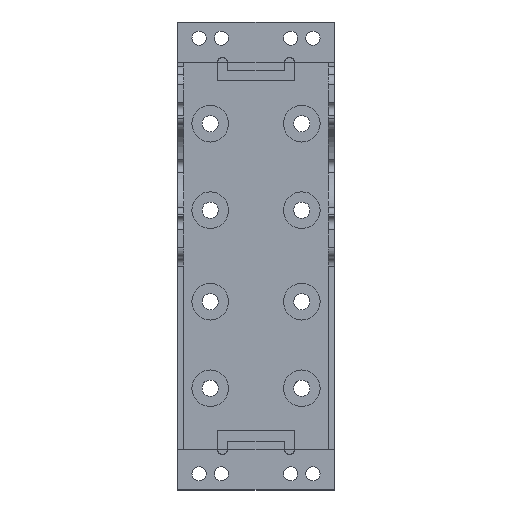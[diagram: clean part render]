
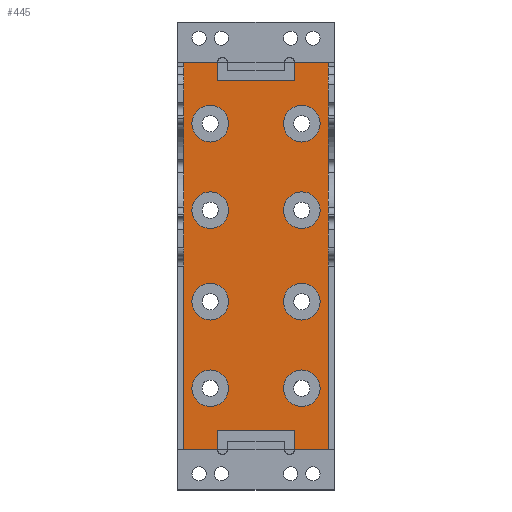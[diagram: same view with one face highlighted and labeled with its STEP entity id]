
A CAD part, top view. The second image highlights one B-rep face of the part: STEP entity #445.
In plain terms, the highlighted planar face has unit normal (0, 0, 1).
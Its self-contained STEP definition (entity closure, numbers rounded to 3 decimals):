
#445 = ADVANCED_FACE( '', ( #978, #979, #980, #981, #982, #983, #984, #985, #986 ), #987, .T. );
#978 = FACE_OUTER_BOUND( '', #1587, .T. );
#979 = FACE_BOUND( '', #1588, .T. );
#980 = FACE_BOUND( '', #1589, .T. );
#981 = FACE_BOUND( '', #1590, .T. );
#982 = FACE_BOUND( '', #1591, .T. );
#983 = FACE_BOUND( '', #1592, .T. );
#984 = FACE_BOUND( '', #1593, .T. );
#985 = FACE_BOUND( '', #1594, .T. );
#986 = FACE_BOUND( '', #1595, .T. );
#987 = PLANE( '', #1596 );
#1587 = EDGE_LOOP( '', ( #2942, #2943, #2944, #2945, #2946, #2947, #2948, #2949, #2950, #2951, #2952, #2953 ) );
#1588 = EDGE_LOOP( '', ( #2954 ) );
#1589 = EDGE_LOOP( '', ( #2955 ) );
#1590 = EDGE_LOOP( '', ( #2956 ) );
#1591 = EDGE_LOOP( '', ( #2957 ) );
#1592 = EDGE_LOOP( '', ( #2958 ) );
#1593 = EDGE_LOOP( '', ( #2959 ) );
#1594 = EDGE_LOOP( '', ( #2960 ) );
#1595 = EDGE_LOOP( '', ( #2961 ) );
#1596 = AXIS2_PLACEMENT_3D( '', #2962, #2963, #2964 );
#2942 = ORIENTED_EDGE( '', *, *, #3858, .F. );
#2943 = ORIENTED_EDGE( '', *, *, #3657, .T. );
#2944 = ORIENTED_EDGE( '', *, *, #3457, .T. );
#2945 = ORIENTED_EDGE( '', *, *, #3662, .T. );
#2946 = ORIENTED_EDGE( '', *, *, #3541, .F. );
#2947 = ORIENTED_EDGE( '', *, *, #3754, .F. );
#2948 = ORIENTED_EDGE( '', *, *, #3694, .T. );
#2949 = ORIENTED_EDGE( '', *, *, #3647, .T. );
#2950 = ORIENTED_EDGE( '', *, *, #3707, .T. );
#2951 = ORIENTED_EDGE( '', *, *, #3713, .F. );
#2952 = ORIENTED_EDGE( '', *, *, #3888, .F. );
#2953 = ORIENTED_EDGE( '', *, *, #3643, .F. );
#2954 = ORIENTED_EDGE( '', *, *, #3738, .F. );
#2955 = ORIENTED_EDGE( '', *, *, #3779, .F. );
#2956 = ORIENTED_EDGE( '', *, *, #3889, .T. );
#2957 = ORIENTED_EDGE( '', *, *, #3890, .T. );
#2958 = ORIENTED_EDGE( '', *, *, #3576, .T. );
#2959 = ORIENTED_EDGE( '', *, *, #3891, .T. );
#2960 = ORIENTED_EDGE( '', *, *, #3892, .F. );
#2961 = ORIENTED_EDGE( '', *, *, #3841, .F. );
#2962 = CARTESIAN_POINT( '', ( 57.75, 67.5, 12. ) );
#2963 = DIRECTION( '', ( 0., 0., 1. ) );
#2964 = DIRECTION( '', ( 1., 0., 0. ) );
#3457 = EDGE_CURVE( '', #4159, #4157, #4160, .T. );
#3541 = EDGE_CURVE( '', #4301, #4303, #4304, .T. );
#3576 = EDGE_CURVE( '', #4362, #4362, #4363, .T. );
#3643 = EDGE_CURVE( '', #4465, #4467, #4468, .T. );
#3647 = EDGE_CURVE( '', #4473, #4471, #4474, .T. );
#3657 = EDGE_CURVE( '', #4486, #4159, #4487, .T. );
#3662 = EDGE_CURVE( '', #4157, #4303, #4492, .T. );
#3694 = EDGE_CURVE( '', #4539, #4473, #4540, .T. );
#3707 = EDGE_CURVE( '', #4471, #4555, #4557, .T. );
#3713 = EDGE_CURVE( '', #4562, #4555, #4564, .T. );
#3738 = EDGE_CURVE( '', #4599, #4599, #4600, .T. );
#3754 = EDGE_CURVE( '', #4539, #4301, #4622, .T. );
#3779 = EDGE_CURVE( '', #4651, #4651, #4652, .T. );
#3841 = EDGE_CURVE( '', #4744, #4744, #4745, .T. );
#3858 = EDGE_CURVE( '', #4486, #4465, #4767, .T. );
#3888 = EDGE_CURVE( '', #4467, #4562, #4805, .T. );
#3889 = EDGE_CURVE( '', #4806, #4806, #4807, .T. );
#3890 = EDGE_CURVE( '', #4808, #4808, #4809, .T. );
#3891 = EDGE_CURVE( '', #4810, #4810, #4811, .T. );
#3892 = EDGE_CURVE( '', #4812, #4812, #4813, .T. );
#4157 = VERTEX_POINT( '', #5150 );
#4159 = VERTEX_POINT( '', #5153 );
#4160 = LINE( '', #5154, #5155 );
#4301 = VERTEX_POINT( '', #5348 );
#4303 = VERTEX_POINT( '', #5351 );
#4304 = LINE( '', #5352, #5353 );
#4362 = VERTEX_POINT( '', #5426 );
#4363 = CIRCLE( '', #5427, 9. );
#4465 = VERTEX_POINT( '', #5571 );
#4467 = VERTEX_POINT( '', #5574 );
#4468 = LINE( '', #5575, #5576 );
#4471 = VERTEX_POINT( '', #5580 );
#4473 = VERTEX_POINT( '', #5583 );
#4474 = LINE( '', #5584, #5585 );
#4486 = VERTEX_POINT( '', #5601 );
#4487 = LINE( '', #5602, #5603 );
#4492 = LINE( '', #5611, #5612 );
#4539 = VERTEX_POINT( '', #5676 );
#4540 = LINE( '', #5677, #5678 );
#4555 = VERTEX_POINT( '', #5699 );
#4557 = LINE( '', #5702, #5703 );
#4562 = VERTEX_POINT( '', #5710 );
#4564 = LINE( '', #5713, #5714 );
#4599 = VERTEX_POINT( '', #5762 );
#4600 = CIRCLE( '', #5763, 9. );
#4622 = LINE( '', #5793, #5794 );
#4651 = VERTEX_POINT( '', #5834 );
#4652 = CIRCLE( '', #5835, 9. );
#4744 = VERTEX_POINT( '', #5952 );
#4745 = CIRCLE( '', #5953, 9. );
#4767 = LINE( '', #5978, #5979 );
#4805 = LINE( '', #6031, #6032 );
#4806 = VERTEX_POINT( '', #6033 );
#4807 = CIRCLE( '', #6034, 9. );
#4808 = VERTEX_POINT( '', #6035 );
#4809 = CIRCLE( '', #6036, 9. );
#4810 = VERTEX_POINT( '', #6037 );
#4811 = CIRCLE( '', #6038, 9. );
#4812 = VERTEX_POINT( '', #6039 );
#4813 = CIRCLE( '', #6040, 9. );
#5150 = CARTESIAN_POINT( '', ( 57.5, 201., 12. ) );
#5153 = CARTESIAN_POINT( '', ( 57.5, 210., 12. ) );
#5154 = CARTESIAN_POINT( '', ( 57.5, 210., 12. ) );
#5155 = VECTOR( '', #6291, 1000. );
#5348 = CARTESIAN_POINT( '', ( 19.5, 210., 12. ) );
#5351 = CARTESIAN_POINT( '', ( 19.5, 201., 12. ) );
#5352 = CARTESIAN_POINT( '', ( 19.5, 210., 12. ) );
#5353 = VECTOR( '', #6381, 1000. );
#5426 = CARTESIAN_POINT( '', ( 16., 59., 12. ) );
#5427 = AXIS2_PLACEMENT_3D( '', #6439, #6440, #6441 );
#5571 = CARTESIAN_POINT( '', ( 74., 20., 12. ) );
#5574 = CARTESIAN_POINT( '', ( 57.5, 20., 12. ) );
#5575 = CARTESIAN_POINT( '', ( 57.75, 20., 12. ) );
#5576 = VECTOR( '', #6512, 1000. );
#5580 = CARTESIAN_POINT( '', ( 19.5, 20., 12. ) );
#5583 = CARTESIAN_POINT( '', ( 3., 20., 12. ) );
#5584 = CARTESIAN_POINT( '', ( 19.25, 20., 12. ) );
#5585 = VECTOR( '', #6515, 1000. );
#5601 = CARTESIAN_POINT( '', ( 74., 210., 12. ) );
#5602 = CARTESIAN_POINT( '', ( 57.75, 210., 12. ) );
#5603 = VECTOR( '', #6526, 1000. );
#5611 = CARTESIAN_POINT( '', ( 57.5, 201., 12. ) );
#5612 = VECTOR( '', #6530, 1000. );
#5676 = CARTESIAN_POINT( '', ( 3., 210., 12. ) );
#5677 = CARTESIAN_POINT( '', ( 3., 67.5, 12. ) );
#5678 = VECTOR( '', #6572, 1000. );
#5699 = CARTESIAN_POINT( '', ( 19.5, 29., 12. ) );
#5702 = CARTESIAN_POINT( '', ( 19.5, 20., 12. ) );
#5703 = VECTOR( '', #6589, 1000. );
#5710 = CARTESIAN_POINT( '', ( 57.5, 29., 12. ) );
#5713 = CARTESIAN_POINT( '', ( 57.5, 29., 12. ) );
#5714 = VECTOR( '', #6593, 1000. );
#5762 = CARTESIAN_POINT( '', ( 61., 59., 12. ) );
#5763 = AXIS2_PLACEMENT_3D( '', #6616, #6617, #6618 );
#5793 = CARTESIAN_POINT( '', ( 19.25, 210., 12. ) );
#5794 = VECTOR( '', #6633, 1000. );
#5834 = CARTESIAN_POINT( '', ( 61., 101.5, 12. ) );
#5835 = AXIS2_PLACEMENT_3D( '', #6657, #6658, #6659 );
#5952 = CARTESIAN_POINT( '', ( 16., 128.5, 12. ) );
#5953 = AXIS2_PLACEMENT_3D( '', #6736, #6737, #6738 );
#5978 = CARTESIAN_POINT( '', ( 74., 67.5, 12. ) );
#5979 = VECTOR( '', #6763, 1000. );
#6031 = CARTESIAN_POINT( '', ( 57.5, 20., 12. ) );
#6032 = VECTOR( '', #6796, 1000. );
#6033 = CARTESIAN_POINT( '', ( 61., 171., 12. ) );
#6034 = AXIS2_PLACEMENT_3D( '', #6797, #6798, #6799 );
#6035 = CARTESIAN_POINT( '', ( 61., 128.5, 12. ) );
#6036 = AXIS2_PLACEMENT_3D( '', #6800, #6801, #6802 );
#6037 = CARTESIAN_POINT( '', ( 16., 101.5, 12. ) );
#6038 = AXIS2_PLACEMENT_3D( '', #6803, #6804, #6805 );
#6039 = CARTESIAN_POINT( '', ( 16., 171., 12. ) );
#6040 = AXIS2_PLACEMENT_3D( '', #6806, #6807, #6808 );
#6291 = DIRECTION( '', ( 0., -1., 0. ) );
#6381 = DIRECTION( '', ( 0., -1., 0. ) );
#6439 = CARTESIAN_POINT( '', ( 16., 50., 12. ) );
#6440 = DIRECTION( '', ( 0., 0., -1. ) );
#6441 = DIRECTION( '', ( 0., 1., 0. ) );
#6512 = DIRECTION( '', ( -1., 0., 0. ) );
#6515 = DIRECTION( '', ( 1., 0., 0. ) );
#6526 = DIRECTION( '', ( -1., 0., 0. ) );
#6530 = DIRECTION( '', ( -1., 0., 0. ) );
#6572 = DIRECTION( '', ( 0., -1., 0. ) );
#6589 = DIRECTION( '', ( 0., 1., 0. ) );
#6593 = DIRECTION( '', ( -1., 0., 0. ) );
#6616 = CARTESIAN_POINT( '', ( 61., 50., 12. ) );
#6617 = DIRECTION( '', ( 0., 0., 1. ) );
#6618 = DIRECTION( '', ( 0., 1., 0. ) );
#6633 = DIRECTION( '', ( 1., 0., 0. ) );
#6657 = CARTESIAN_POINT( '', ( 61., 92.5, 12. ) );
#6658 = DIRECTION( '', ( 0., 0., 1. ) );
#6659 = DIRECTION( '', ( 0., 1., 0. ) );
#6736 = CARTESIAN_POINT( '', ( 16., 137.5, 12. ) );
#6737 = DIRECTION( '', ( 0., 0., 1. ) );
#6738 = DIRECTION( '', ( 0., -1., 0. ) );
#6763 = DIRECTION( '', ( 0., -1., 0. ) );
#6796 = DIRECTION( '', ( 0., 1., 0. ) );
#6797 = CARTESIAN_POINT( '', ( 61., 180., 12. ) );
#6798 = DIRECTION( '', ( 0., 0., -1. ) );
#6799 = DIRECTION( '', ( 0., -1., 0. ) );
#6800 = CARTESIAN_POINT( '', ( 61., 137.5, 12. ) );
#6801 = DIRECTION( '', ( 0., 0., -1. ) );
#6802 = DIRECTION( '', ( 0., -1., 0. ) );
#6803 = CARTESIAN_POINT( '', ( 16., 92.5, 12. ) );
#6804 = DIRECTION( '', ( 0., 0., -1. ) );
#6805 = DIRECTION( '', ( 0., 1., 0. ) );
#6806 = CARTESIAN_POINT( '', ( 16., 180., 12. ) );
#6807 = DIRECTION( '', ( 0., 0., 1. ) );
#6808 = DIRECTION( '', ( 0., -1., 0. ) );
